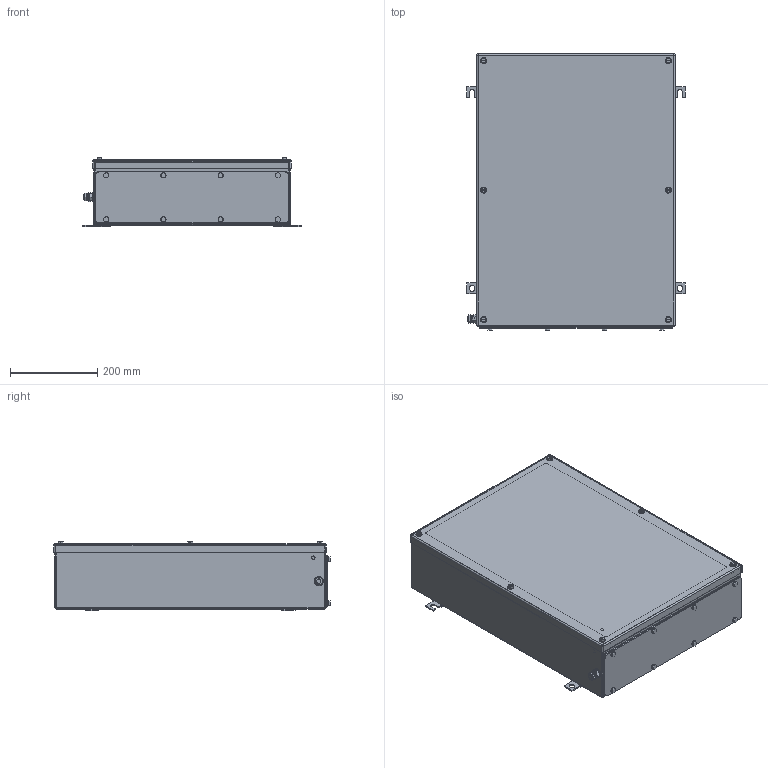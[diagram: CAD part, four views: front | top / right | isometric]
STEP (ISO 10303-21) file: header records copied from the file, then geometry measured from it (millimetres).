
FILE_DESCRIPTION(('CATIA V5 STEP Exchange','CAx-IF Rec.Pracs.--- Model Styling and Organization---1.4--- 2014-01-23'),'2;1');
FILE_NAME ('008680-4_3_1196410000_1196410000.stp','2019-09-25T08:33:26+00:00',('none'),('Weidmueller'),'CATIA Version 5-6 Release 2016 SP3 HF44','CATIA V5 STEP AP214','none');
FILE_SCHEMA(('AUTOMOTIVE_DESIGN { 1 0 10303 214 1 1 1 1 }'));
Length unit declared in the file: millimetre
Products named in the file (1): Product6_AllCATPart
Bounding box: 501 x 633.5 x 158.5 mm (x, y, z)
Volume: 1759749 mm3; surface area: 2129504.8 mm2
Topology: 64 solids, 64 shells, 1376 faces, 3172 edges, 1956 vertices
Faces by surface type: cylinder 546, plane 480, cone 292, torus 42, sphere 16
Entity records: 36528 total; most frequent: CARTESIAN_POINT 7478, ORIENTED_EDGE 6232, DIRECTION 4835, EDGE_CURVE 3116, AXIS2_PLACEMENT_3D 2342, VERTEX_POINT 1956, EDGE_LOOP 1584, VECTOR 1518
